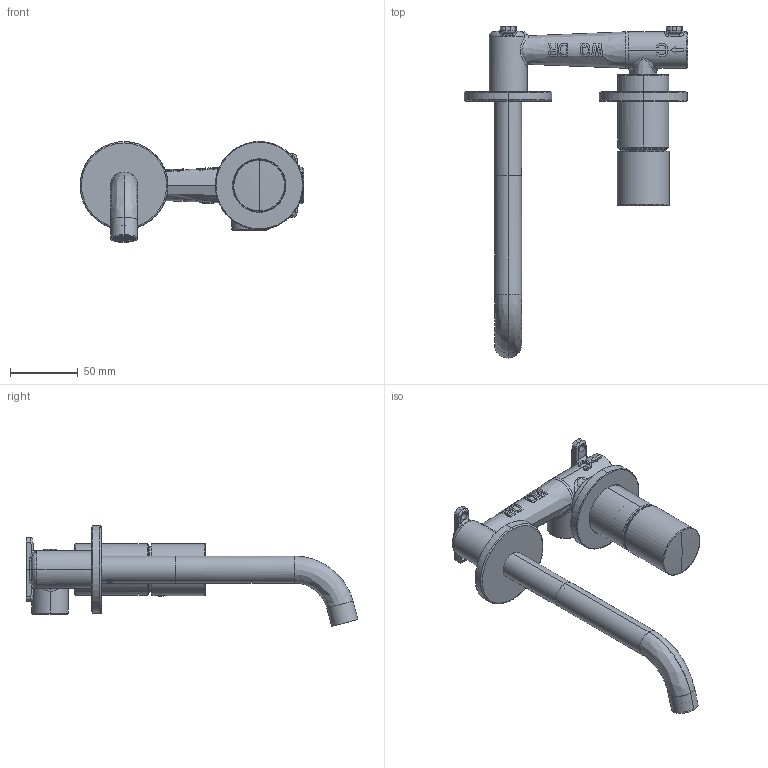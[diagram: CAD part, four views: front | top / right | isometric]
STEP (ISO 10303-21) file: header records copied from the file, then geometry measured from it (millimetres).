
FILE_DESCRIPTION(/* description */ (''),/* implementation_level */ '2;1');
FILE_NAME(/* name */ 'STEP - 164932602.2_34577',/* time_stamp */ '2025-09-03T11:52:08+10:00',/* author */ (''),/* organization */ (''),/* preprocessor_version */ 'ST-DEVELOPER v16.5',/* originating_system */ 'Rhino 7.37',/* authorisation */ '');
FILE_SCHEMA (('AUTOMOTIVE_DESIGN'));
Products named in the file (26): Document; 164932602.2; 164932602_ASM; 201636472702; Block 01; 205074672405; 206094640102; 208000760601; 208000450601; 2080009106011; 208000910601_AF0; 208000910601_AF1; 204011779901; 205020900102; 164922500013; 2050551607262; 1649HANDLE345; 205011481601; 2020304107266; 2060288701267; 2060266601268; 2070114306019; 20312568162610; 20310257990111; 20800080060112; 208001490601_AF2
Assembly tree (30 placements, depth 5):
  Document
    164932602.2
      164932602_ASM
        201636472702
          Block 01
        205074672405
        206094640102
        208000760601  x3
        208000450601
        2080009106011
        208000910601_AF0
        208000910601_AF1
        204011779901
        205020900102
        164922500013
        2050551607262
        1649HANDLE345
        205011481601  x3
        2020304107266
        2060288701267
        2060266601268
        2070114306019  x2
        20312568162610
        20310257990111
        20800080060112
        208001490601_AF2
Bounding box: 165.46 x 245.45 x 74.55 mm (x, y, z)
Volume: 99034 mm3; surface area: 154768.1 mm2
Topology: 29 solids, 51 shells, 3053 faces, 8395 edges, 5406 vertices
Faces by surface type: plane 1283, cylinder 1126, bspline 644
Entity records: 121655 total; most frequent: CARTESIAN_POINT 65732, ORIENTED_EDGE 16452, EDGE_CURVE 8267, B_SPLINE_CURVE_WITH_KNOTS 6735, VERTEX_POINT 5336, EDGE_LOOP 3977, ADVANCED_FACE 3001, FACE_OUTER_BOUND 3001
